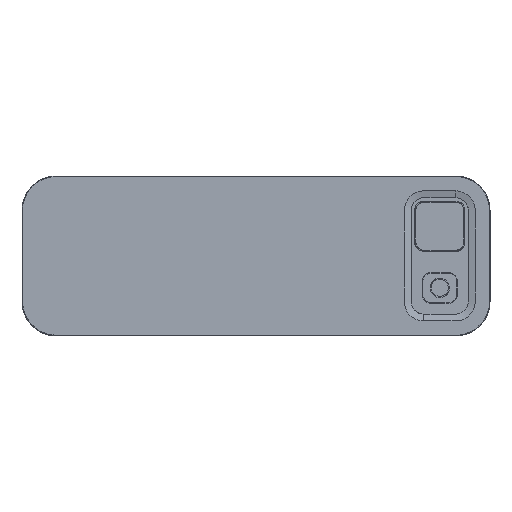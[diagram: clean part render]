
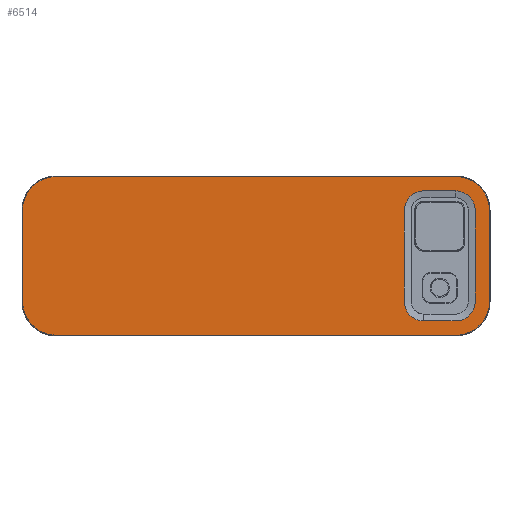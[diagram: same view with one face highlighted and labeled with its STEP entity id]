
A CAD part, top view. The second image highlights one B-rep face of the part: STEP entity #6514.
In plain terms, the highlighted free-form (B-spline) face has degree [1, 1] with [2, 2] control points.
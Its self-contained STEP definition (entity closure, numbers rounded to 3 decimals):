
#5960 = EDGE_CURVE('',#5961,#5963,#5965,.T.);
#5961 = VERTEX_POINT('',#5962);
#5962 = CARTESIAN_POINT('',(152.371,50.924,
    34.083));
#5963 = VERTEX_POINT('',#5964);
#5964 = CARTESIAN_POINT('',(141.144,5.213,
    34.083));
#5965 = ( BOUNDED_CURVE() B_SPLINE_CURVE(2,(#5966,#5967,#5968,#5969,
    #5970,#5971,#5972,#5973,#5974),.UNSPECIFIED.,.F.,.F.) 
B_SPLINE_CURVE_WITH_KNOTS((3,2,2,2,3),(88.,103.266,
117.825,161.441,176.),.UNSPECIFIED.) CURVE() 
GEOMETRIC_REPRESENTATION_ITEM() RATIONAL_B_SPLINE_CURVE((1.,1.,1.,
0.707,1.,1.,1.,0.707,1.)) REPRESENTATION_ITEM('') );
#5966 = CARTESIAN_POINT('',(152.371,50.924,
    34.083));
#5967 = CARTESIAN_POINT('',(146.757,50.924,
    34.083));
#5968 = CARTESIAN_POINT('',(141.144,50.924,
    34.083));
#5969 = CARTESIAN_POINT('',(134.327,50.924,
    34.083));
#5970 = CARTESIAN_POINT('',(134.327,44.107,
    34.083));
#5971 = CARTESIAN_POINT('',(134.327,28.068,
    34.083));
#5972 = CARTESIAN_POINT('',(134.327,12.029,
    34.083));
#5973 = CARTESIAN_POINT('',(134.327,5.213,
    34.083));
#5974 = CARTESIAN_POINT('',(141.144,5.213,
    34.083));
#6514 = ADVANCED_FACE('',(#6515,#6577),#6592,.T.);
#6515 = FACE_BOUND('',#6516,.T.);
#6516 = EDGE_LOOP('',(#6517,#6527,#6534,#6542,#6549,#6557,#6564,#6572));
#6517 = ORIENTED_EDGE('',*,*,#6518,.F.);
#6518 = EDGE_CURVE('',#6519,#6521,#6523,.T.);
#6519 = VERTEX_POINT('',#6520);
#6520 = CARTESIAN_POINT('',(12.029,0.2,
    34.083));
#6521 = VERTEX_POINT('',#6522);
#6522 = CARTESIAN_POINT('',(0.2,12.029,
    34.083));
#6523 = ( BOUNDED_CURVE() B_SPLINE_CURVE(2,(#6524,#6525,#6526),
.UNSPECIFIED.,.F.,.F.) B_SPLINE_CURVE_WITH_KNOTS((3,3),(0.,
23.169),.PIECEWISE_BEZIER_KNOTS.) CURVE() 
GEOMETRIC_REPRESENTATION_ITEM() RATIONAL_B_SPLINE_CURVE((1.,
0.707,1.)) REPRESENTATION_ITEM('') );
#6524 = CARTESIAN_POINT('',(12.029,0.2,
    34.083));
#6525 = CARTESIAN_POINT('',(0.2,0.2,
    34.083));
#6526 = CARTESIAN_POINT('',(0.2,12.029,
    34.083));
#6527 = ORIENTED_EDGE('',*,*,#6528,.F.);
#6528 = EDGE_CURVE('',#6529,#6519,#6531,.T.);
#6529 = VERTEX_POINT('',#6530);
#6530 = CARTESIAN_POINT('',(152.371,0.2,
    34.083));
#6531 = B_SPLINE_CURVE_WITH_KNOTS('',1,(#6532,#6533),.UNSPECIFIED.,.F.,
  .F.,(2,2),(0.,175.),.PIECEWISE_BEZIER_KNOTS.);
#6532 = CARTESIAN_POINT('',(152.371,0.2,
    34.083));
#6533 = CARTESIAN_POINT('',(12.029,0.2,
    34.083));
#6534 = ORIENTED_EDGE('',*,*,#6535,.F.);
#6535 = EDGE_CURVE('',#6536,#6529,#6538,.T.);
#6536 = VERTEX_POINT('',#6537);
#6537 = CARTESIAN_POINT('',(164.2,12.029,
    34.083));
#6538 = ( BOUNDED_CURVE() B_SPLINE_CURVE(2,(#6539,#6540,#6541),
.UNSPECIFIED.,.F.,.F.) B_SPLINE_CURVE_WITH_KNOTS((3,3),(0.,
23.169),.PIECEWISE_BEZIER_KNOTS.) CURVE() 
GEOMETRIC_REPRESENTATION_ITEM() RATIONAL_B_SPLINE_CURVE((1.,
0.707,1.)) REPRESENTATION_ITEM('') );
#6539 = CARTESIAN_POINT('',(164.2,12.029,
    34.083));
#6540 = CARTESIAN_POINT('',(164.2,0.2,
    34.083));
#6541 = CARTESIAN_POINT('',(152.371,0.2,
    34.083));
#6542 = ORIENTED_EDGE('',*,*,#6543,.F.);
#6543 = EDGE_CURVE('',#6544,#6536,#6546,.T.);
#6544 = VERTEX_POINT('',#6545);
#6545 = CARTESIAN_POINT('',(164.2,44.107,
    34.083));
#6546 = B_SPLINE_CURVE_WITH_KNOTS('',1,(#6547,#6548),.UNSPECIFIED.,.F.,
  .F.,(2,2),(0.,40.),.PIECEWISE_BEZIER_KNOTS.);
#6547 = CARTESIAN_POINT('',(164.2,44.107,
    34.083));
#6548 = CARTESIAN_POINT('',(164.2,12.029,
    34.083));
#6549 = ORIENTED_EDGE('',*,*,#6550,.F.);
#6550 = EDGE_CURVE('',#6551,#6544,#6553,.T.);
#6551 = VERTEX_POINT('',#6552);
#6552 = CARTESIAN_POINT('',(152.371,55.936,
    34.083));
#6553 = ( BOUNDED_CURVE() B_SPLINE_CURVE(2,(#6554,#6555,#6556),
.UNSPECIFIED.,.F.,.F.) B_SPLINE_CURVE_WITH_KNOTS((3,3),(0.,
23.169),.PIECEWISE_BEZIER_KNOTS.) CURVE() 
GEOMETRIC_REPRESENTATION_ITEM() RATIONAL_B_SPLINE_CURVE((1.,
0.707,1.)) REPRESENTATION_ITEM('') );
#6554 = CARTESIAN_POINT('',(152.371,55.936,
    34.083));
#6555 = CARTESIAN_POINT('',(164.2,55.936,
    34.083));
#6556 = CARTESIAN_POINT('',(164.2,44.107,
    34.083));
#6557 = ORIENTED_EDGE('',*,*,#6558,.F.);
#6558 = EDGE_CURVE('',#6559,#6551,#6561,.T.);
#6559 = VERTEX_POINT('',#6560);
#6560 = CARTESIAN_POINT('',(12.029,55.936,
    34.083));
#6561 = B_SPLINE_CURVE_WITH_KNOTS('',1,(#6562,#6563),.UNSPECIFIED.,.F.,
  .F.,(2,2),(0.,175.),.PIECEWISE_BEZIER_KNOTS.);
#6562 = CARTESIAN_POINT('',(12.029,55.936,
    34.083));
#6563 = CARTESIAN_POINT('',(152.371,55.936,
    34.083));
#6564 = ORIENTED_EDGE('',*,*,#6565,.F.);
#6565 = EDGE_CURVE('',#6566,#6559,#6568,.T.);
#6566 = VERTEX_POINT('',#6567);
#6567 = CARTESIAN_POINT('',(0.2,44.107,
    34.083));
#6568 = ( BOUNDED_CURVE() B_SPLINE_CURVE(2,(#6569,#6570,#6571),
.UNSPECIFIED.,.F.,.F.) B_SPLINE_CURVE_WITH_KNOTS((3,3),(0.,
23.169),.PIECEWISE_BEZIER_KNOTS.) CURVE() 
GEOMETRIC_REPRESENTATION_ITEM() RATIONAL_B_SPLINE_CURVE((1.,
0.707,1.)) REPRESENTATION_ITEM('') );
#6569 = CARTESIAN_POINT('',(0.2,44.107,
    34.083));
#6570 = CARTESIAN_POINT('',(0.2,55.936,
    34.083));
#6571 = CARTESIAN_POINT('',(12.029,55.936,
    34.083));
#6572 = ORIENTED_EDGE('',*,*,#6573,.F.);
#6573 = EDGE_CURVE('',#6521,#6566,#6574,.T.);
#6574 = B_SPLINE_CURVE_WITH_KNOTS('',1,(#6575,#6576),.UNSPECIFIED.,.F.,
  .F.,(2,2),(0.,40.),.PIECEWISE_BEZIER_KNOTS.);
#6575 = CARTESIAN_POINT('',(0.2,12.029,
    34.083));
#6576 = CARTESIAN_POINT('',(0.2,44.107,
    34.083));
#6577 = FACE_BOUND('',#6578,.T.);
#6578 = EDGE_LOOP('',(#6579,#6580));
#6579 = ORIENTED_EDGE('',*,*,#5960,.F.);
#6580 = ORIENTED_EDGE('',*,*,#6581,.F.);
#6581 = EDGE_CURVE('',#5963,#5961,#6582,.T.);
#6582 = ( BOUNDED_CURVE() B_SPLINE_CURVE(2,(#6583,#6584,#6585,#6586,
    #6587,#6588,#6589,#6590,#6591),.UNSPECIFIED.,.F.,.F.) 
B_SPLINE_CURVE_WITH_KNOTS((3,2,2,2,3),(0.,15.266,
29.825,73.441,88.),.UNSPECIFIED.) CURVE() 
GEOMETRIC_REPRESENTATION_ITEM() RATIONAL_B_SPLINE_CURVE((1.,1.,1.,
0.707,1.,1.,1.,0.707,1.)) REPRESENTATION_ITEM('') );
#6583 = CARTESIAN_POINT('',(141.144,5.213,
    34.083));
#6584 = CARTESIAN_POINT('',(146.757,5.213,
    34.083));
#6585 = CARTESIAN_POINT('',(152.371,5.213,
    34.083));
#6586 = CARTESIAN_POINT('',(159.188,5.213,
    34.083));
#6587 = CARTESIAN_POINT('',(159.188,12.029,
    34.083));
#6588 = CARTESIAN_POINT('',(159.188,28.068,
    34.083));
#6589 = CARTESIAN_POINT('',(159.188,44.107,
    34.083));
#6590 = CARTESIAN_POINT('',(159.188,50.924,
    34.083));
#6591 = CARTESIAN_POINT('',(152.371,50.924,
    34.083));
#6592 = B_SPLINE_SURFACE_WITH_KNOTS('',1,1,(
    (#6593,#6594)
    ,(#6595,#6596
    )),.UNSPECIFIED.,.F.,.F.,.F.,(2,2),(2,2),(0.,
    204.5),(0.,69.5),
  .PIECEWISE_BEZIER_KNOTS.);
#6593 = CARTESIAN_POINT('',(0.2,0.2,
    34.083));
#6594 = CARTESIAN_POINT('',(0.2,55.936,
    34.083));
#6595 = CARTESIAN_POINT('',(164.2,0.2,
    34.083));
#6596 = CARTESIAN_POINT('',(164.2,55.936,
    34.083));
